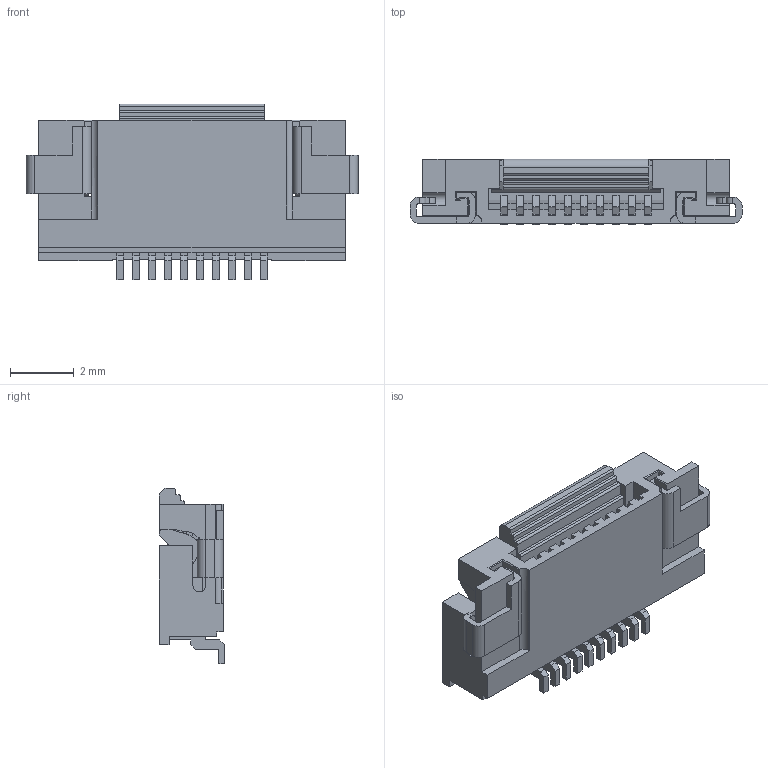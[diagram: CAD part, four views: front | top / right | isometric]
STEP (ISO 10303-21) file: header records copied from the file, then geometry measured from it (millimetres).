
FILE_DESCRIPTION((''),'2;1');
FILE_NAME('528921033','2016-11-29T',('ksrinivasara'),(''),'PRO/ENGINEER BY PARAMETRIC TECHNOLOGY CORPORATION, 2012310','PRO/ENGINEER BY PARAMETRIC TECHNOLOGY CORPORATION, 2012310','');
FILE_SCHEMA(('CONFIG_CONTROL_DESIGN'));
Length unit declared in the file: millimetre
Products named in the file (1): 528921033
Bounding box: 10.4 x 2.04 x 5.5 mm (x, y, z)
Volume: 58.4 mm3; surface area: 316.4 mm2
Topology: 1 solids, 1 shells, 631 faces, 1883 edges, 1260 vertices
Faces by surface type: plane 528, cylinder 103
Entity records: 20993 total; most frequent: CARTESIAN_POINT 3818, ORIENTED_EDGE 3666, DIRECTION 3349, EDGE_CURVE 1833, VECTOR 1649, LINE 1649, VERTEX_POINT 1208, AXIS2_PLACEMENT_3D 850
